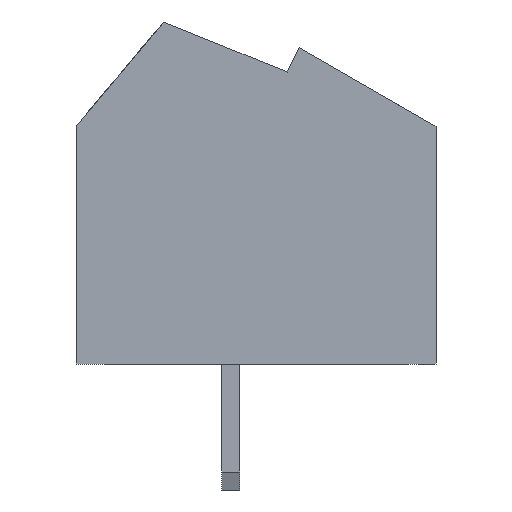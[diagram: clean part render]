
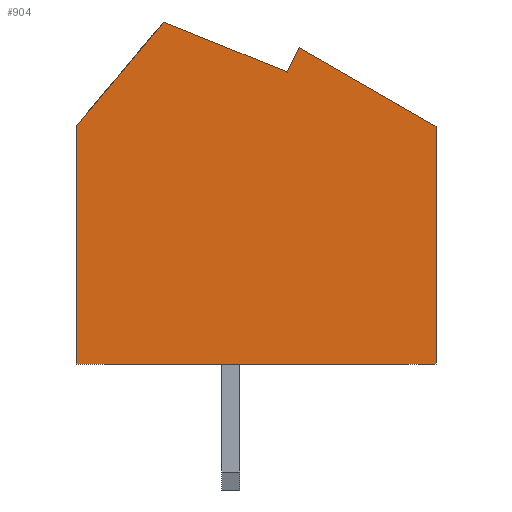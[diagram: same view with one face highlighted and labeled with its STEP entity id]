
A CAD part, left-side view. The second image highlights one B-rep face of the part: STEP entity #904.
In plain terms, the highlighted planar face has unit normal (-1, 0, 0).
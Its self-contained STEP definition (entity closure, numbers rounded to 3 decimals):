
#904 = ADVANCED_FACE( '', ( #1944 ), #1945, .F. );
#1944 = FACE_OUTER_BOUND( '', #3233, .T. );
#1945 = PLANE( '', #3234 );
#3233 = EDGE_LOOP( '', ( #5295, #5296, #5297, #5298, #5299, #5300, #5301 ) );
#3234 = AXIS2_PLACEMENT_3D( '', #5302, #5303, #5304 );
#5295 = ORIENTED_EDGE( '', *, *, #8649, .F. );
#5296 = ORIENTED_EDGE( '', *, *, #8621, .F. );
#5297 = ORIENTED_EDGE( '', *, *, #8650, .F. );
#5298 = ORIENTED_EDGE( '', *, *, #8651, .F. );
#5299 = ORIENTED_EDGE( '', *, *, #8652, .F. );
#5300 = ORIENTED_EDGE( '', *, *, #8458, .F. );
#5301 = ORIENTED_EDGE( '', *, *, #8365, .F. );
#5302 = CARTESIAN_POINT( '', ( -11.43, 0., 0. ) );
#5303 = DIRECTION( '', ( 1., 0., 0. ) );
#5304 = DIRECTION( '', ( 0., 0., -1. ) );
#8365 = EDGE_CURVE( '', #10211, #10212, #10213, .T. );
#8458 = EDGE_CURVE( '', #10212, #10364, #10365, .T. );
#8621 = EDGE_CURVE( '', #10617, #10618, #10619, .T. );
#8649 = EDGE_CURVE( '', #10618, #10211, #10666, .T. );
#8650 = EDGE_CURVE( '', #10667, #10617, #10668, .T. );
#8651 = EDGE_CURVE( '', #10669, #10667, #10670, .T. );
#8652 = EDGE_CURVE( '', #10364, #10669, #10671, .T. );
#10211 = VERTEX_POINT( '', #12801 );
#10212 = VERTEX_POINT( '', #12802 );
#10213 = LINE( '', #12803, #12804 );
#10364 = VERTEX_POINT( '', #13019 );
#10365 = LINE( '', #13020, #13021 );
#10617 = VERTEX_POINT( '', #13392 );
#10618 = VERTEX_POINT( '', #13393 );
#10619 = LINE( '', #13394, #13395 );
#10666 = LINE( '', #13458, #13459 );
#10667 = VERTEX_POINT( '', #13460 );
#10668 = LINE( '', #13461, #13462 );
#10669 = VERTEX_POINT( '', #13463 );
#10670 = LINE( '', #13464, #13465 );
#10671 = LINE( '', #13466, #13467 );
#12801 = CARTESIAN_POINT( '', ( -11.43, 5., 3.3 ) );
#12802 = CARTESIAN_POINT( '', ( -11.43, 2.566, 6.2 ) );
#12803 = CARTESIAN_POINT( '', ( -11.43, 5., 3.3 ) );
#12804 = VECTOR( '', #15376, 1000. );
#13019 = CARTESIAN_POINT( '', ( -11.43, -0.867, 4.811 ) );
#13020 = CARTESIAN_POINT( '', ( -11.43, 2.566, 6.2 ) );
#13021 = VECTOR( '', #15465, 1000. );
#13392 = CARTESIAN_POINT( '', ( -11.43, -5., -3.3 ) );
#13393 = CARTESIAN_POINT( '', ( -11.43, 5., -3.3 ) );
#13394 = CARTESIAN_POINT( '', ( -11.43, 5., -3.3 ) );
#13395 = VECTOR( '', #15612, 1000. );
#13458 = CARTESIAN_POINT( '', ( -11.43, 5., -3.3 ) );
#13459 = VECTOR( '', #15650, 1000. );
#13460 = CARTESIAN_POINT( '', ( -11.43, -5., 3.3 ) );
#13461 = CARTESIAN_POINT( '', ( -11.43, -5., 3.3 ) );
#13462 = VECTOR( '', #15651, 1000. );
#13463 = CARTESIAN_POINT( '', ( -11.43, -1.199, 5.483 ) );
#13464 = CARTESIAN_POINT( '', ( -11.43, -1.199, 5.483 ) );
#13465 = VECTOR( '', #15652, 1000. );
#13466 = CARTESIAN_POINT( '', ( -11.43, -0.867, 4.811 ) );
#13467 = VECTOR( '', #15653, 1000. );
#15376 = DIRECTION( '', ( 0., -0.643, 0.766 ) );
#15465 = DIRECTION( '', ( 0., -0.927, -0.375 ) );
#15612 = DIRECTION( '', ( 0., 1., 0. ) );
#15650 = DIRECTION( '', ( 0., 0., 1. ) );
#15651 = DIRECTION( '', ( 0., 0., -1. ) );
#15652 = DIRECTION( '', ( 0., -0.867, -0.498 ) );
#15653 = DIRECTION( '', ( 0., -0.443, 0.897 ) );
